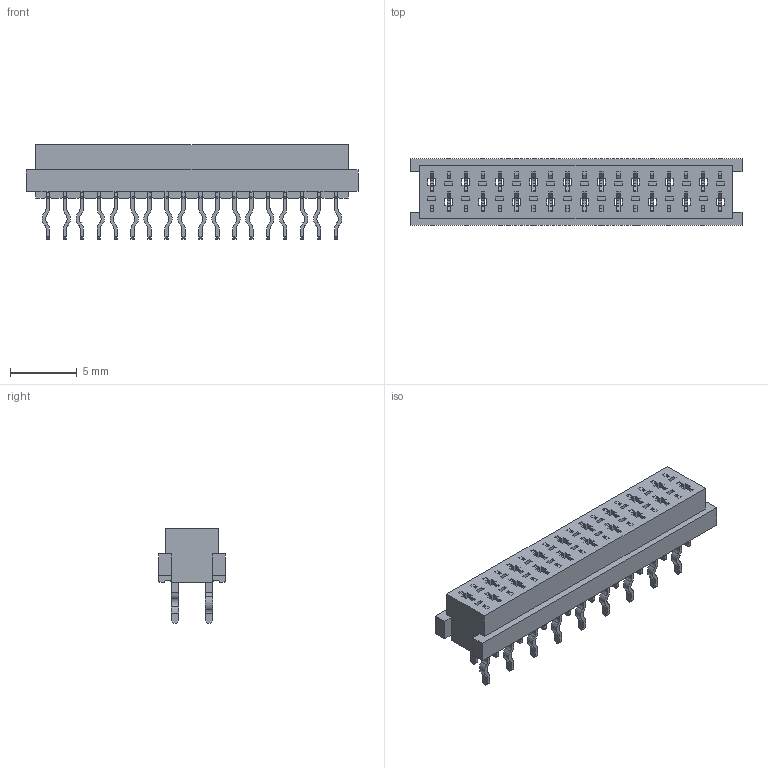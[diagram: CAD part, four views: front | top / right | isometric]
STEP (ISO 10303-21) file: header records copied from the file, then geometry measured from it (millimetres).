
FILE_DESCRIPTION( ( 'Unknown' ), '1' );
FILE_NAME( '690367181872.stp', 'Unknown', ( 'Unknown' ), ( 'Unknown' ), 'PSStep 14.0', 'Unknown', ' ' );
FILE_SCHEMA( ( 'AUTOMOTIVE_DESIGN { 1 0 10303 214 1 1 1 1 }' ) );
Length unit declared in the file: millimetre
Products named in the file (3): Assem1; Pin; 690367181872
Assembly tree (19 placements, depth 2):
  Assem1
    Pin  x18
    690367181872
Bounding box: 24.86 x 5 x 7.1 mm (x, y, z)
Volume: 391.8 mm3; surface area: 1339.9 mm2
Topology: 19 solids, 19 shells, 1444 faces, 4196 edges, 2772 vertices
Faces by surface type: plane 1048, cylinder 396
Entity records: 22980 total; most frequent: CARTESIAN_POINT 3298, ORIENTED_EDGE 3292, DIRECTION 2850, EDGE_CURVE 1646, LINE 1602, VECTOR 1602, VERTEX_POINT 1072, AXIS2_PLACEMENT_3D 624
